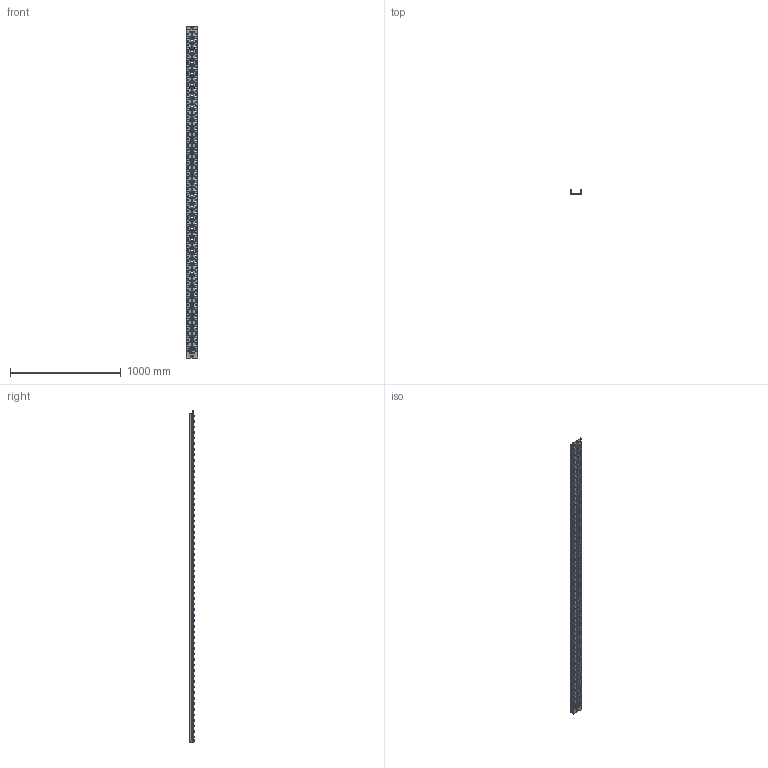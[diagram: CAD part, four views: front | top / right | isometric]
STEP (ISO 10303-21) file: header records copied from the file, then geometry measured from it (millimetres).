
FILE_DESCRIPTION (( 'STEP AP203' ), '1' );
FILE_NAME ('Perforated tray 35õ100õ3000.STEP', '2017-11-20T07:40:28', ( '' ), ( '' ), 'SwSTEP 2.0', 'SolidWorks 2017', '' );
FILE_SCHEMA (( 'CONFIG_CONTROL_DESIGN' ));
Products named in the file (1): Perforated tray 35õ100õ3000
Bounding box: 103.17 x 36.48 x 3000 mm (x, y, z)
Volume: 357111.5 mm3; surface area: 1043613.7 mm2
Topology: 1 solids, 1 shells, 3108 faces, 8207 edges, 5298 vertices
Faces by surface type: cylinder 1356, plane 933, torus 750, bspline 69
Entity records: 103248 total; most frequent: CARTESIAN_POINT 21546, DIRECTION 18254, ORIENTED_EDGE 16414, EDGE_CURVE 8207, AXIS2_PLACEMENT_3D 7185, VERTEX_POINT 5298, CIRCLE 4145, EDGE_LOOP 4013
